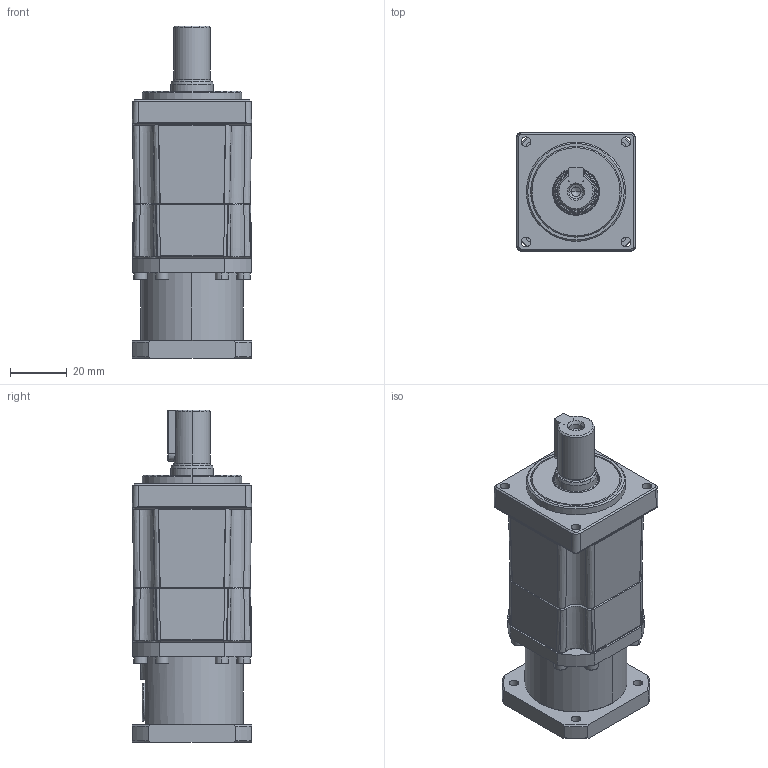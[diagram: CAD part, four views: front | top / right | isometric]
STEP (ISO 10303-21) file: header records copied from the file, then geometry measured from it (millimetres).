
FILE_DESCRIPTION (( 'STEP AP214' ), '1' );
FILE_NAME ('Outside_9810086201_HPN-11A-20-J6ADHZ-XF1-OM.step', '2021-07-20T07:10:44', ( 'Windows ユーザー' ), ( '' ), 'SwSTEP 2.0', 'SolidWorks 2018', '' );
FILE_SCHEMA (( 'AUTOMOTIVE_DESIGN' ));
Length unit declared in the file: millimetre
Products named in the file (1): Outside_9810086201_HPN-11A-20-J6ADHZ-XF1-OM
Bounding box: 42 x 42 x 117 mm (x, y, z)
Volume: 127758.5 mm3; surface area: 27084.4 mm2
Topology: 2 solids, 2 shells, 622 faces, 1590 edges, 1015 vertices
Faces by surface type: plane 248, cylinder 148, bspline 141, cone 85
Entity records: 32680 total; most frequent: CARTESIAN_POINT 11891, ORIENTED_EDGE 3176, DIRECTION 2538, EDGE_CURVE 1588, VERTEX_POINT 1015, AXIS2_PLACEMENT_3D 924, EDGE_LOOP 695, LINE 690
